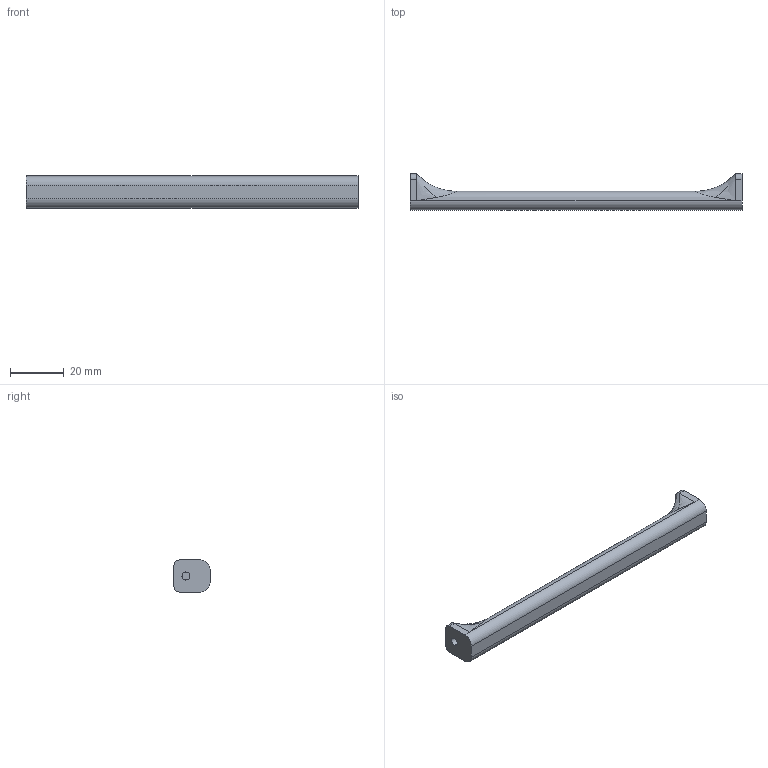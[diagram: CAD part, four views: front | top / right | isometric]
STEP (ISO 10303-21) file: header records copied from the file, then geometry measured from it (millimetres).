
FILE_DESCRIPTION (( 'STEP AP214' ), '1' );
FILE_NAME ('Spacer.STEP', '2025-02-21T14:37:50', ( '' ), ( '' ), 'SwSTEP 2.0', 'SolidWorks 2022', '' );
FILE_SCHEMA (( 'AUTOMOTIVE_DESIGN' ));
Length unit declared in the file: millimetre
Products named in the file (1): Spacer
Bounding box: 124 x 13.5 x 12 mm (x, y, z)
Volume: 10110 mm3; surface area: 4599.4 mm2
Topology: 1 solids, 1 shells, 37 faces, 89 edges, 52 vertices
Faces by surface type: cylinder 13, plane 12, bspline 12
Entity records: 1525 total; most frequent: CARTESIAN_POINT 699, ORIENTED_EDGE 170, DIRECTION 157, EDGE_CURVE 85, AXIS2_PLACEMENT_3D 58, VERTEX_POINT 52, VECTOR 41, LINE 41
